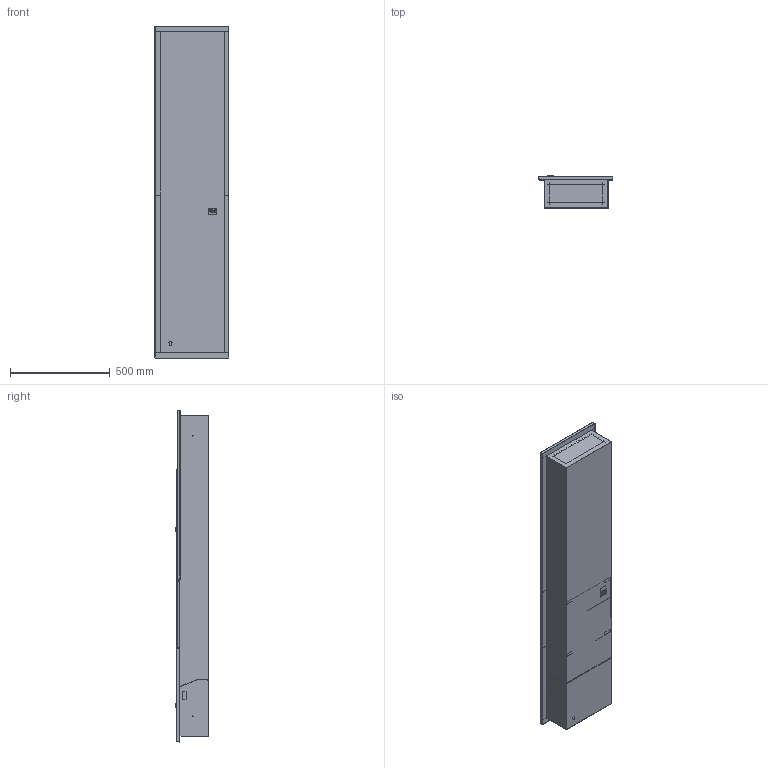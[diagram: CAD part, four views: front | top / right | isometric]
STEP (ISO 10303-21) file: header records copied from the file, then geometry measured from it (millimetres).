
FILE_DESCRIPTION (( 'STEP AP214' ), '1' );
FILE_NAME ('HK-22SCA.STEP', '2021-03-11T07:33:16', ( '' ), ( '' ), 'SwSTEP 2.0', 'SolidWorks 2020', '' );
FILE_SCHEMA (( 'AUTOMOTIVE_DESIGN' ));
Length unit declared in the file: millimetre
Products named in the file (16): 馬達固定螺絲M5×10; 2200三合一組合圖; 2200三合一外殼組; 垃圾箱門B; 紙巾箱B; 出風口柵門3; Hitachi電源端子盤; 垃圾筒; 22LA主體2; HK-22SCA; 2200三合一外殼固定片D; 2200三合一櫥櫃固定片; 2200三合一外殼B; 2200三合一固定片; 2200三合一內盒; 2200三合一組合圖B
Assembly tree (18 placements, depth 5):
  HK-22SCA
    2200三合一組合圖
      2200三合一櫥櫃固定片
      Hitachi電源端子盤
      馬達固定螺絲M5×10
      紙巾箱B
      2200三合一組合圖B
        2200三合一外殼組
          2200三合一內盒
          2200三合一外殼固定片D
        2200三合一固定片  x2
        2200三合一外殼固定片D
      垃圾箱門B
      垃圾筒
      2200三合一外殼B
      2200三合一內盒
      22LA主體2
        出風口柵門3
Bounding box: 370 x 164 x 1660 mm (x, y, z)
Volume: 2816797.1 mm3; surface area: 5370565.4 mm2
Topology: 15 solids, 15 shells, 1299 faces, 3598 edges, 2333 vertices
Faces by surface type: plane 830, cylinder 443, bspline 10, torus 8, sphere 8
Entity records: 35289 total; most frequent: CARTESIAN_POINT 6595, ORIENTED_EDGE 5626, DIRECTION 5423, EDGE_CURVE 2813, VECTOR 2125, LINE 2125, VERTEX_POINT 1819, AXIS2_PLACEMENT_3D 1649
